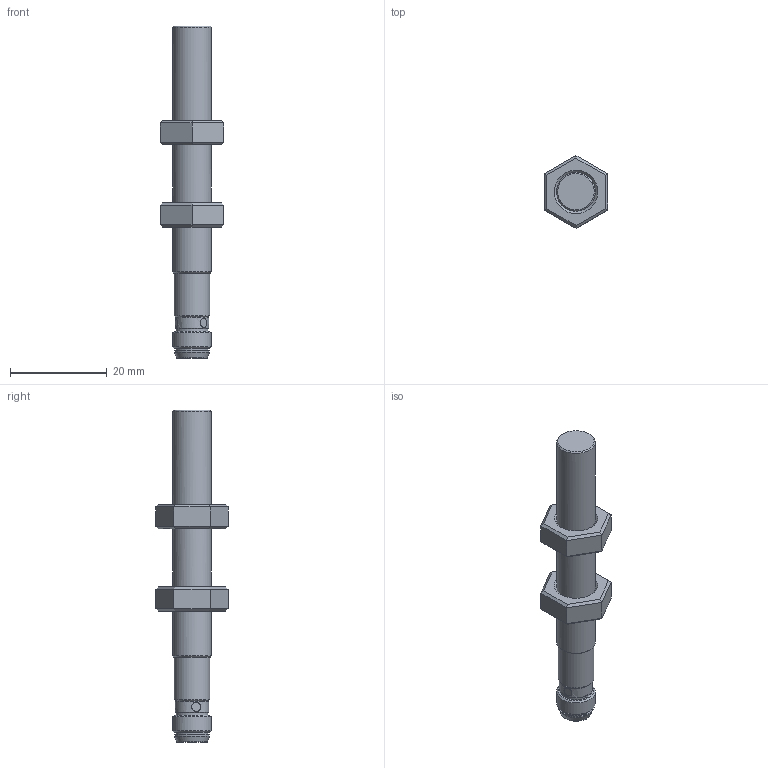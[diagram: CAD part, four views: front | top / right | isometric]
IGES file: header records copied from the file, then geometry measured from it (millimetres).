
Global section: file name: OLE08; native system: Autodesk Inventor 2015; preprocessor: unknown; author: lck; date: 20150721.150659; units: millimetre
Bounding box: 13.01 x 15.01 x 68.5 mm (x, y, z)
Volume: 4119.9 mm3; surface area: 2565.9 mm2
Topology: 2 solids, 2 shells, 112 faces, 242 edges, 147 vertices
Faces by surface type: bspline 112
